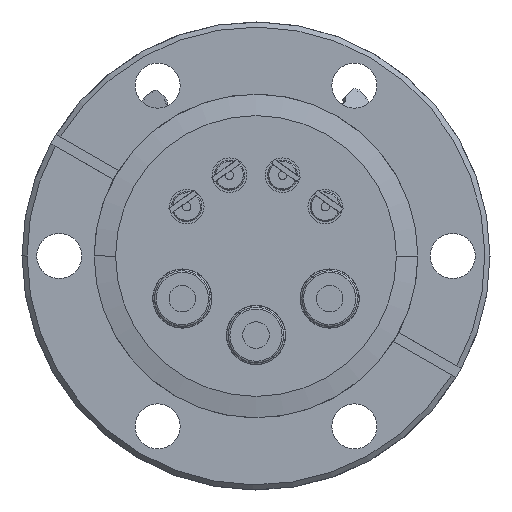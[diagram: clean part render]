
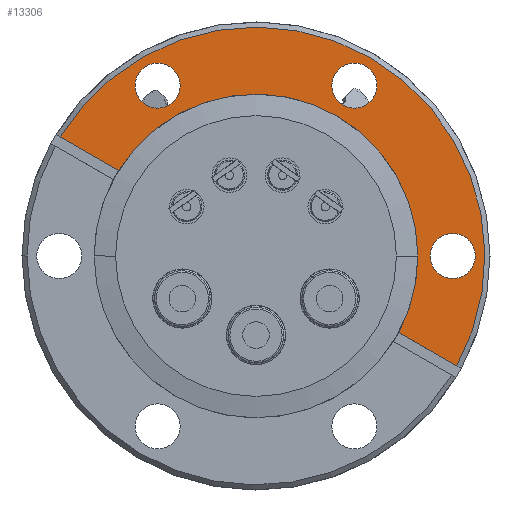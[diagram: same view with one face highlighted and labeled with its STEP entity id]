
A CAD part, front view. The second image highlights one B-rep face of the part: STEP entity #13306.
In plain terms, the highlighted planar face has unit normal (0, -1, 0).
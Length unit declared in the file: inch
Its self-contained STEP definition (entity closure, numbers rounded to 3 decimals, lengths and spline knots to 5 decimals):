
#262 = CARTESIAN_POINT ( 'NONE',  ( 0.83865, 0.67312, -0.4484 ) ) ;
#269 = CARTESIAN_POINT ( 'NONE',  ( -0.7105, 0.67312, 1.00113 ) ) ;
#312 = CARTESIAN_POINT ( 'NONE',  ( 1.2885, 0.67312, 0. ) ) ;
#327 = CARTESIAN_POINT ( 'NONE',  ( 0.951, 0.67312, 0. ) ) ;
#375 = CARTESIAN_POINT ( 'NONE',  ( -0.4455, 0.67312, 1.00113 ) ) ;
#815 = EDGE_CURVE ( 'NONE', #1462, #1406, #13613, .T. ) ;
#834 = EDGE_CURVE ( 'NONE', #1534, #1443, #13644, .T. ) ;
#840 = EDGE_CURVE ( 'NONE', #1443, #1534, #13649, .T. ) ;
#848 = EDGE_CURVE ( 'NONE', #1602, #1595, #13662, .T. ) ;
#852 = EDGE_CURVE ( 'NONE', #1420, #1617, #13669, .T. ) ;
#1406 = VERTEX_POINT ( 'NONE', #327 ) ;
#1420 = VERTEX_POINT ( 'NONE', #312 ) ;
#1443 = VERTEX_POINT ( 'NONE', #375 ) ;
#1462 = VERTEX_POINT ( 'NONE', #262 ) ;
#1534 = VERTEX_POINT ( 'NONE', #269 ) ;
#1595 = VERTEX_POINT ( 'NONE', #10173 ) ;
#1602 = VERTEX_POINT ( 'NONE', #10167 ) ;
#1617 = VERTEX_POINT ( 'NONE', #3163 ) ;
#1654 = EDGE_LOOP ( 'NONE', ( #14300, #14267 ) ) ;
#1728 = EDGE_LOOP ( 'NONE', ( #14179, #14313 ) ) ;
#1769 = EDGE_LOOP ( 'NONE', ( #14301, #14270 ) ) ;
#3163 = CARTESIAN_POINT ( 'NONE',  ( 1.0235, 0.67312, 0. ) ) ;
#3187 = FACE_OUTER_BOUND ( 'NONE', #7498, .T. ) ;
#3189 = FACE_BOUND ( 'NONE', #1654, .T. ) ;
#3192 = FACE_BOUND ( 'NONE', #1728, .T. ) ;
#3193 = FACE_BOUND ( 'NONE', #1769, .T. ) ;
#3877 = DIRECTION ( 'NONE',  ( 0., -1., 0. ) ) ;
#3879 = CARTESIAN_POINT ( 'NONE',  ( -0.578, 0.67312, 1.00113 ) ) ;
#3882 = DIRECTION ( 'NONE',  ( 1., 0., 0. ) ) ;
#3886 = DIRECTION ( 'NONE',  ( 1., 0., 0. ) ) ;
#3888 = CARTESIAN_POINT ( 'NONE',  ( 1.156, 0.67312, 0. ) ) ;
#3895 = DIRECTION ( 'NONE',  ( 1., 0., 0. ) ) ;
#3910 = CARTESIAN_POINT ( 'NONE',  ( 0.578, 0.67312, 1.00113 ) ) ;
#3922 = DIRECTION ( 'NONE',  ( 0., -1., 0. ) ) ;
#3928 = DIRECTION ( 'NONE',  ( 0., -1., 0. ) ) ;
#3958 = VERTEX_POINT ( 'NONE', #6789 ) ;
#4102 = VERTEX_POINT ( 'NONE', #6854 ) ;
#4632 = EDGE_CURVE ( 'NONE', #1406, #8608, #5699, .T. ) ;
#4638 = EDGE_CURVE ( 'NONE', #3958, #4102, #5726, .T. ) ;
#4655 = EDGE_CURVE ( 'NONE', #3958, #1462, #5763, .T. ) ;
#4657 = EDGE_CURVE ( 'NONE', #8608, #4102, #5767, .T. ) ;
#4700 = AXIS2_PLACEMENT_3D ( 'NONE', #7879, #7915, #7907 ) ;
#4710 = AXIS2_PLACEMENT_3D ( 'NONE', #7575, #7578, #7621 ) ;
#4714 = AXIS2_PLACEMENT_3D ( 'NONE', #3879, #3922, #3895 ) ;
#4717 = AXIS2_PLACEMENT_3D ( 'NONE', #3910, #3928, #3886 ) ;
#4718 = AXIS2_PLACEMENT_3D ( 'NONE', #3888, #3877, #3882 ) ;
#5699 = CIRCLE ( 'NONE', #6023, 0.951 ) ;
#5726 = CIRCLE ( 'NONE', #6036, 1.345 ) ;
#5763 = LINE ( 'NONE', #7154, #5765 ) ;
#5765 = VECTOR ( 'NONE', #9069, 39.37008 ) ;
#5767 = LINE ( 'NONE', #7142, #5771 ) ;
#5771 = VECTOR ( 'NONE', #7151, 39.37008 ) ;
#6023 = AXIS2_PLACEMENT_3D ( 'NONE', #7081, #7082, #7083 ) ;
#6036 = AXIS2_PLACEMENT_3D ( 'NONE', #7099, #7100, #7101 ) ;
#6163 = CIRCLE ( 'NONE', #6237, 0.1325 ) ;
#6166 = CIRCLE ( 'NONE', #6239, 0.1325 ) ;
#6237 = AXIS2_PLACEMENT_3D ( 'NONE', #9453, #9454, #9455 ) ;
#6239 = AXIS2_PLACEMENT_3D ( 'NONE', #9458, #9459, #9460 ) ;
#6330 = EDGE_CURVE ( 'NONE', #1595, #1602, #6163, .T. ) ;
#6333 = EDGE_CURVE ( 'NONE', #1617, #1420, #6166, .T. ) ;
#6789 = CARTESIAN_POINT ( 'NONE',  ( 1.17999, 0.67312, -0.64547 ) ) ;
#6854 = CARTESIAN_POINT ( 'NONE',  ( -1.14899, 0.67312, 0.69917 ) ) ;
#7081 = CARTESIAN_POINT ( 'NONE',  ( 0., 0.67312, 0. ) ) ;
#7082 = DIRECTION ( 'NONE',  ( 0., -1., 0. ) ) ;
#7083 = DIRECTION ( 'NONE',  ( 1., 0., 0. ) ) ;
#7099 = CARTESIAN_POINT ( 'NONE',  ( 0., 0.67312, 0. ) ) ;
#7100 = DIRECTION ( 'NONE',  ( 0., -1., 0. ) ) ;
#7101 = DIRECTION ( 'NONE',  ( 1., 0., 0. ) ) ;
#7142 = CARTESIAN_POINT ( 'NONE',  ( -1.60112, 0.67312, 0.9602 ) ) ;
#7151 = DIRECTION ( 'NONE',  ( -0.866, 0., 0.5 ) ) ;
#7154 = CARTESIAN_POINT ( 'NONE',  ( 0.83865, 0.67312, -0.4484 ) ) ;
#7498 = EDGE_LOOP ( 'NONE', ( #14205, #14250, #14243, #14233, #14210 ) ) ;
#7575 = CARTESIAN_POINT ( 'NONE',  ( -0.578, 0.67312, 1.00113 ) ) ;
#7578 = DIRECTION ( 'NONE',  ( 0., -1., 0. ) ) ;
#7621 = DIRECTION ( 'NONE',  ( 1., 0., 0. ) ) ;
#7879 = CARTESIAN_POINT ( 'NONE',  ( 0., 0.67312, 0. ) ) ;
#7907 = DIRECTION ( 'NONE',  ( 1., 0., 0. ) ) ;
#7915 = DIRECTION ( 'NONE',  ( 0., -1., 0. ) ) ;
#8327 = CARTESIAN_POINT ( 'NONE',  ( -0.80765, 0.67312, 0.50209 ) ) ;
#8608 = VERTEX_POINT ( 'NONE', #8327 ) ;
#9069 = DIRECTION ( 'NONE',  ( -0.866, 0., 0.5 ) ) ;
#9453 = CARTESIAN_POINT ( 'NONE',  ( 0.578, 0.67312, 1.00113 ) ) ;
#9454 = DIRECTION ( 'NONE',  ( 0., -1., 0. ) ) ;
#9455 = DIRECTION ( 'NONE',  ( 1., 0., 0. ) ) ;
#9458 = CARTESIAN_POINT ( 'NONE',  ( 1.156, 0.67312, 0. ) ) ;
#9459 = DIRECTION ( 'NONE',  ( 0., -1., 0. ) ) ;
#9460 = DIRECTION ( 'NONE',  ( 1., 0., 0. ) ) ;
#9944 = AXIS2_PLACEMENT_3D ( 'NONE', #12411, #12408, #12414 ) ;
#10167 = CARTESIAN_POINT ( 'NONE',  ( 0.7105, 0.67312, 1.00113 ) ) ;
#10173 = CARTESIAN_POINT ( 'NONE',  ( 0.4455, 0.67312, 1.00113 ) ) ;
#12408 = DIRECTION ( 'NONE',  ( 0., -1., 0. ) ) ;
#12411 = CARTESIAN_POINT ( 'NONE',  ( 0., 0.67312, -1.345 ) ) ;
#12413 = PLANE ( 'NONE',  #9944 ) ;
#12414 = DIRECTION ( 'NONE',  ( 1., 0., 0. ) ) ;
#13306 = ADVANCED_FACE ( 'NONE', ( #3187, #3193, #3189, #3192 ), #12413, .T. ) ;
#13613 = CIRCLE ( 'NONE', #4700, 0.951 ) ;
#13644 = CIRCLE ( 'NONE', #4710, 0.1325 ) ;
#13649 = CIRCLE ( 'NONE', #4714, 0.1325 ) ;
#13662 = CIRCLE ( 'NONE', #4717, 0.1325 ) ;
#13669 = CIRCLE ( 'NONE', #4718, 0.1325 ) ;
#14179 = ORIENTED_EDGE ( 'NONE', *, *, #852, .F. ) ;
#14205 = ORIENTED_EDGE ( 'NONE', *, *, #4655, .F. ) ;
#14210 = ORIENTED_EDGE ( 'NONE', *, *, #815, .F. ) ;
#14233 = ORIENTED_EDGE ( 'NONE', *, *, #4632, .F. ) ;
#14243 = ORIENTED_EDGE ( 'NONE', *, *, #4657, .F. ) ;
#14250 = ORIENTED_EDGE ( 'NONE', *, *, #4638, .T. ) ;
#14267 = ORIENTED_EDGE ( 'NONE', *, *, #6330, .F. ) ;
#14270 = ORIENTED_EDGE ( 'NONE', *, *, #834, .F. ) ;
#14300 = ORIENTED_EDGE ( 'NONE', *, *, #848, .F. ) ;
#14301 = ORIENTED_EDGE ( 'NONE', *, *, #840, .F. ) ;
#14313 = ORIENTED_EDGE ( 'NONE', *, *, #6333, .F. ) ;
